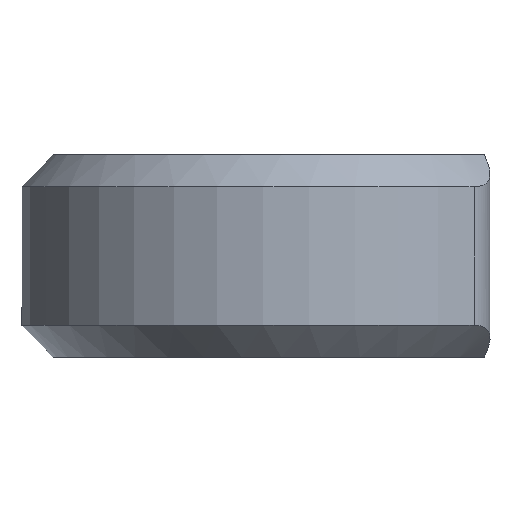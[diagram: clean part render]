
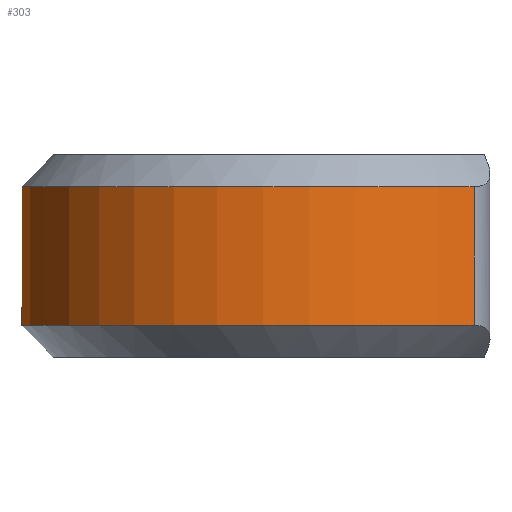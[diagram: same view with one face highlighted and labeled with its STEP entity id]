
A CAD part, left-side view. The second image highlights one B-rep face of the part: STEP entity #303.
In plain terms, the highlighted cylindrical face has radius 5 mm (diameter 10 mm), a partial arc.
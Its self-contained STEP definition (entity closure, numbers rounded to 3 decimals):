
#26=LINE('',#591,#40);
#29=LINE('',#613,#43);
#40=VECTOR('',#410,10.);
#43=VECTOR('',#425,10.);
#52=CYLINDRICAL_SURFACE('',#352,5.);
#67=FACE_OUTER_BOUND('',#84,.T.);
#84=EDGE_LOOP('',(#268,#269,#270,#271));
#98=CIRCLE('',#338,5.);
#103=CIRCLE('',#346,5.);
#137=VERTEX_POINT('',#547);
#139=VERTEX_POINT('',#559);
#144=VERTEX_POINT('',#580);
#146=VERTEX_POINT('',#598);
#174=EDGE_CURVE('',#137,#139,#98,.T.);
#181=EDGE_CURVE('',#144,#137,#26,.T.);
#186=EDGE_CURVE('',#146,#144,#103,.T.);
#188=EDGE_CURVE('',#139,#146,#29,.T.);
#268=ORIENTED_EDGE('',*,*,#174,.F.);
#269=ORIENTED_EDGE('',*,*,#181,.F.);
#270=ORIENTED_EDGE('',*,*,#186,.F.);
#271=ORIENTED_EDGE('',*,*,#188,.F.);
#303=ADVANCED_FACE('',(#67),#52,.T.);
#338=AXIS2_PLACEMENT_3D('',#560,#399,#400);
#346=AXIS2_PLACEMENT_3D('',#610,#419,#420);
#352=AXIS2_PLACEMENT_3D('',#621,#435,#436);
#399=DIRECTION('center_axis',(0.,0.,
1.));
#400=DIRECTION('ref_axis',(-1.,0.,0.));
#410=DIRECTION('',(0.,0.,1.));
#419=DIRECTION('center_axis',(0.,0.,
-1.));
#420=DIRECTION('ref_axis',(-1.,0.,0.));
#425=DIRECTION('',(0.,0.,-1.));
#435=DIRECTION('center_axis',(0.,0.,
-1.));
#436=DIRECTION('ref_axis',(-1.,0.,0.));
#547=CARTESIAN_POINT('',(-29.826,25.841,3.2));
#559=CARTESIAN_POINT('',(-38.211,21.,3.2));
#560=CARTESIAN_POINT('Origin',(-34.644,24.503,3.2));
#580=CARTESIAN_POINT('',(-29.826,25.841,0.6));
#591=CARTESIAN_POINT('',(-29.826,25.841,3.9));
#598=CARTESIAN_POINT('',(-38.211,21.,0.6));
#610=CARTESIAN_POINT('Origin',(-34.644,24.503,0.6));
#613=CARTESIAN_POINT('',(-38.211,21.,3.9));
#621=CARTESIAN_POINT('Origin',(-34.644,24.503,3.9));
